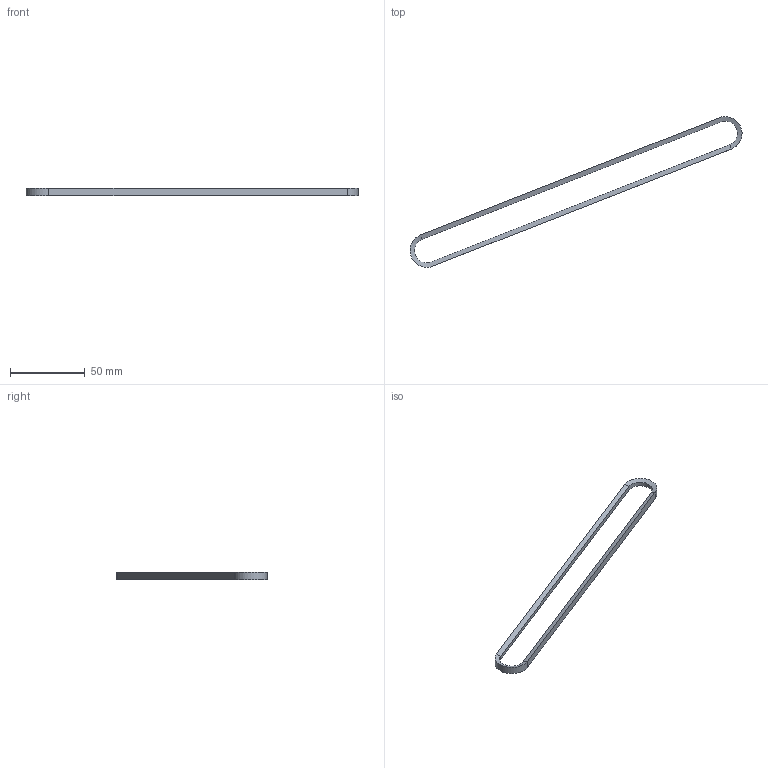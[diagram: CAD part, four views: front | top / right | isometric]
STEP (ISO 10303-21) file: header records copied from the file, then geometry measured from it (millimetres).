
FILE_DESCRIPTION(/* description */ (''),/* implementation_level */ '2;1');
FILE_NAME(/* name */ 'V-Belt_ipt_72b41ed1.STEP',/* time_stamp */ '2022-01-22T16:15:04-05:00',/* author */ ('Yeison'),/* organization */ (''),/* preprocessor_version */ 'ST-DEVELOPER v18.1',/* originating_system */ 'Autodesk Inventor 2021',/* authorisation */ '');
FILE_SCHEMA (('AUTOMOTIVE_DESIGN { 1 0 10303 214 3 1 1 }'));
Length unit declared in the file: millimetre
Products named in the file (1): V-Belt
Bounding box: 222.63 x 101.05 x 5.11 mm (x, y, z)
Volume: 5931.2 mm3; surface area: 7104.5 mm2
Topology: 1 solids, 1 shells, 16 faces, 32 edges, 16 vertices
Faces by surface type: plane 8, cone 4, cylinder 4
Entity records: 441 total; most frequent: DIRECTION 74, CARTESIAN_POINT 65, ORIENTED_EDGE 64, EDGE_CURVE 32, AXIS2_PLACEMENT_3D 25, LINE 24, VECTOR 24, FACE_OUTER_BOUND 16
